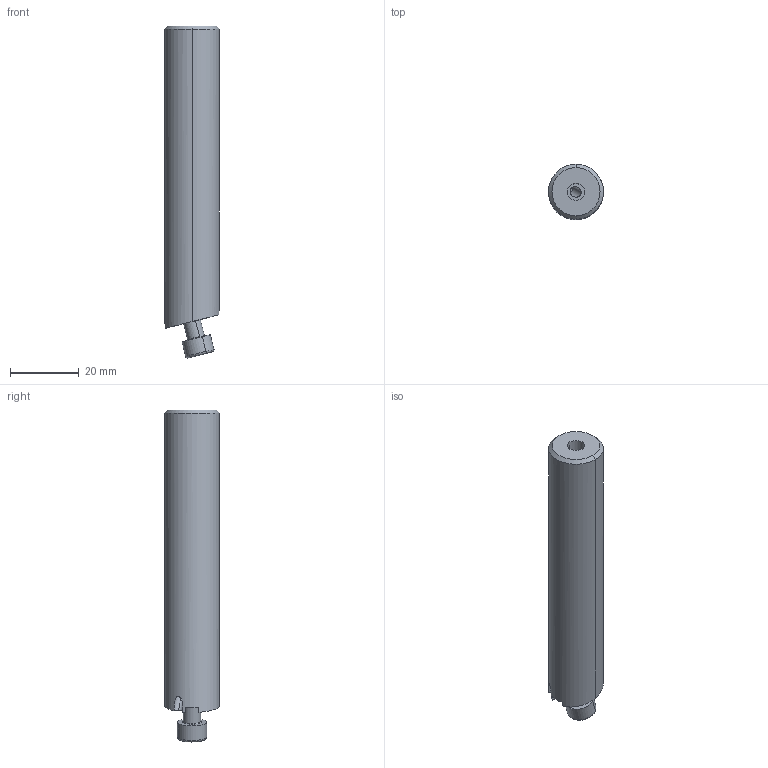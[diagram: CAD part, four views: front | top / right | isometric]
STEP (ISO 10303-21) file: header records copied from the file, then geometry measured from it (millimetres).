
FILE_DESCRIPTION(('no description'),'unknown implementation level');
FILE_NAME('7D13DF8D-AC3E-4A89-90A5-5F6E8A0F7B72_export.stp',' ',('CIMSOURCE GmbH'),('CADClick - KiM GmbH - www.kimweb.de'),'unknown preprocess','ACIS','unknown authorization');
FILE_SCHEMA(('automotive_design'));
Length unit declared in the file: millimetre
Products named in the file (2): 615.265 Kaiser D16 X 88HM|690.113 Kaiser ETL M5 X 10A;Hex; 615.265 Kaiser D16 X 88HM|615.265 Kaiser Stahlteil;Schnitt-Rotation2
Bounding box: 16 x 16 x 96.61 mm (x, y, z)
Volume: 15999.8 mm3; surface area: 6502 mm2
Topology: 2 solids, 2 shells, 59 faces, 150 edges, 93 vertices
Faces by surface type: plane 27, cylinder 19, cone 9, torus 4
Entity records: 3582 total; most frequent: CARTESIAN_POINT 456, STYLED_ITEM 302, PRESENTATION_STYLE_ASSIGNMENT 302, COLOUR_RGB 302, DIRECTION 300, ORIENTED_EDGE 296, EDGE_CURVE 148, CURVE_STYLE 148
